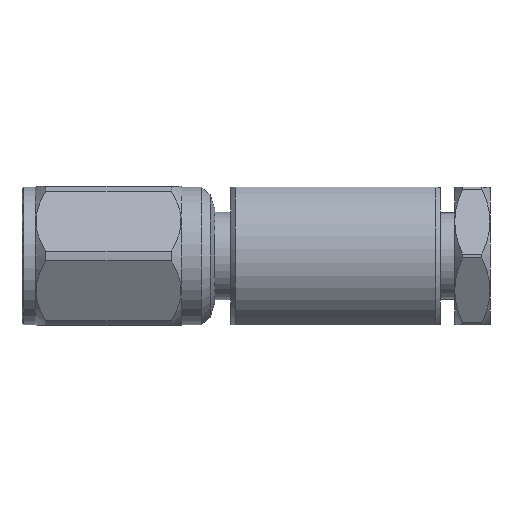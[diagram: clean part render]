
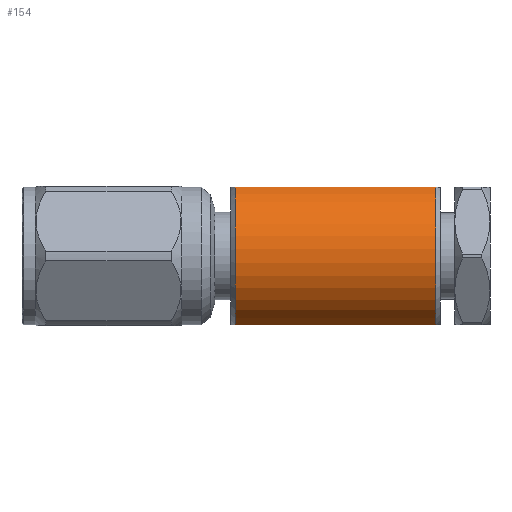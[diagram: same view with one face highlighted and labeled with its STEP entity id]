
A CAD part, front view. The second image highlights one B-rep face of the part: STEP entity #154.
In plain terms, the highlighted cylindrical face has radius 2.184 mm (diameter 4.369 mm), a partial arc.
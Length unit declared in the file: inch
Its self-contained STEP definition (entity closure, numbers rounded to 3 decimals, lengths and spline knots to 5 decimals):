
#8 = EDGE_CURVE ( 'NONE', #1138, #1339, #1828, .T. ) ;
#30 = CARTESIAN_POINT ( 'NONE',  ( 0.45366, -0.03622, 0.078 ) ) ;
#84 = ORIENTED_EDGE ( 'NONE', *, *, #3565, .T. ) ;
#89 = ORIENTED_EDGE ( 'NONE', *, *, #985, .T. ) ;
#154 = ADVANCED_FACE ( 'NONE', ( #225 ), #3859, .T. ) ;
#225 = FACE_OUTER_BOUND ( 'NONE', #3513, .T. ) ;
#401 = VERTEX_POINT ( 'NONE', #3816 ) ;
#521 = CARTESIAN_POINT ( 'NONE',  ( 0.45366, 0., 0. ) ) ;
#648 = AXIS2_PLACEMENT_3D ( 'NONE', #668, #2641, #1971 ) ;
#668 = CARTESIAN_POINT ( 'NONE',  ( 0.24167, 0., 0. ) ) ;
#803 = DIRECTION ( 'NONE',  ( 0., 0., -1. ) ) ;
#805 = VERTEX_POINT ( 'NONE', #2436 ) ;
#985 = EDGE_CURVE ( 'NONE', #401, #1138, #2132, .T. ) ;
#1138 = VERTEX_POINT ( 'NONE', #3047 ) ;
#1339 = VERTEX_POINT ( 'NONE', #2427 ) ;
#1426 = ORIENTED_EDGE ( 'NONE', *, *, #1715, .T. ) ;
#1588 = CARTESIAN_POINT ( 'NONE',  ( 0.46871, 0., 0. ) ) ;
#1606 = AXIS2_PLACEMENT_3D ( 'NONE', #521, #3098, #803 ) ;
#1715 = EDGE_CURVE ( 'NONE', #1339, #805, #1949, .T. ) ;
#1828 = CIRCLE ( 'NONE', #648, 0.086 ) ;
#1912 = DIRECTION ( 'NONE',  ( -1., 0., 0. ) ) ;
#1949 = LINE ( 'NONE', #3524, #3546 ) ;
#1971 = DIRECTION ( 'NONE',  ( 0., 0., 1. ) ) ;
#2132 = LINE ( 'NONE', #30, #2721 ) ;
#2427 = CARTESIAN_POINT ( 'NONE',  ( 0.24167, -0.03622, -0.078 ) ) ;
#2436 = CARTESIAN_POINT ( 'NONE',  ( 0.46871, -0.03622, -0.078 ) ) ;
#2597 = DIRECTION ( 'NONE',  ( -1., 0., 0. ) ) ;
#2641 = DIRECTION ( 'NONE',  ( 1., 0., 0. ) ) ;
#2721 = VECTOR ( 'NONE', #2597, 39.37008 ) ;
#3047 = CARTESIAN_POINT ( 'NONE',  ( 0.24167, -0.03622, 0.078 ) ) ;
#3098 = DIRECTION ( 'NONE',  ( 1., 0., 0. ) ) ;
#3201 = CIRCLE ( 'NONE', #3234, 0.086 ) ;
#3234 = AXIS2_PLACEMENT_3D ( 'NONE', #1588, #1912, #3753 ) ;
#3499 = DIRECTION ( 'NONE',  ( 1., 0., 0. ) ) ;
#3513 = EDGE_LOOP ( 'NONE', ( #84, #89, #3626, #1426 ) ) ;
#3524 = CARTESIAN_POINT ( 'NONE',  ( 0.45366, -0.03622, -0.078 ) ) ;
#3546 = VECTOR ( 'NONE', #3499, 39.37008 ) ;
#3565 = EDGE_CURVE ( 'NONE', #805, #401, #3201, .T. ) ;
#3626 = ORIENTED_EDGE ( 'NONE', *, *, #8, .T. ) ;
#3753 = DIRECTION ( 'NONE',  ( 0., 0., -1. ) ) ;
#3816 = CARTESIAN_POINT ( 'NONE',  ( 0.46871, -0.03622, 0.078 ) ) ;
#3859 = CYLINDRICAL_SURFACE ( 'NONE', #1606, 0.086 ) ;
